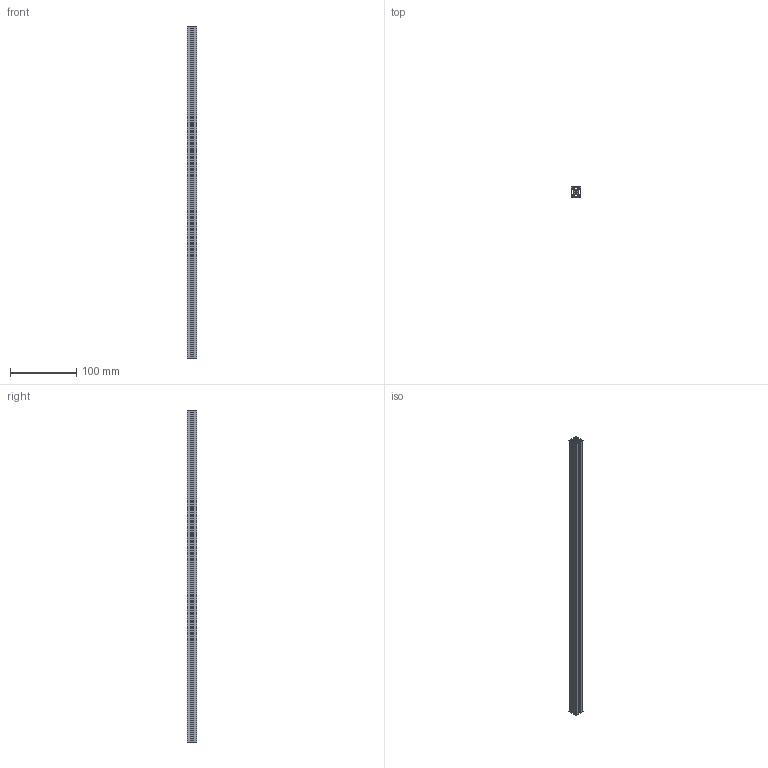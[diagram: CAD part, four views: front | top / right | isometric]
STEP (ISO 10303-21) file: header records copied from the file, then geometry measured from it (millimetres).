
FILE_DESCRIPTION(/* description */ (''),/* implementation_level */ '2;1');
FILE_NAME(/* name */ 'MakerBeamXL 500mm.step',/* time_stamp */ '2018-09-09T17:55:25-04:00',/* author */ ('Xaveagle'),/* organization */ (''),/* preprocessor_version */ 'ST-DEVELOPER v17.2',/* originating_system */ 'Autodesk Translation Framework v7.6.0.251',/* authorisation */ '');
FILE_SCHEMA (('AUTOMOTIVE_DESIGN { 1 0 10303 214 3 1 1 }'));
Length unit declared in the file: millimetre
Products named in the file (1): MakerBeamXL 500mm
Bounding box: 15 x 15 x 500 mm (x, y, z)
Volume: 61583.6 mm3; surface area: 76243.6 mm2
Topology: 1 solids, 1 shells, 194 faces, 576 edges, 384 vertices
Faces by surface type: cylinder 132, plane 54, cone 8
Entity records: 6773 total; most frequent: CARTESIAN_POINT 1267, DIRECTION 1214, ORIENTED_EDGE 1152, EDGE_CURVE 576, AXIS2_PLACEMENT_3D 459, VERTEX_POINT 384, LINE 296, VECTOR 296
